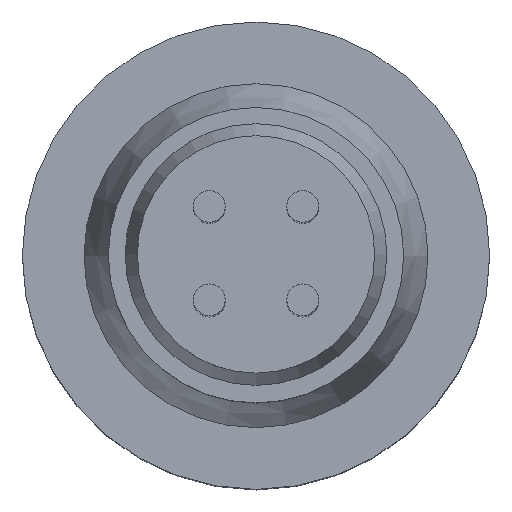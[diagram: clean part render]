
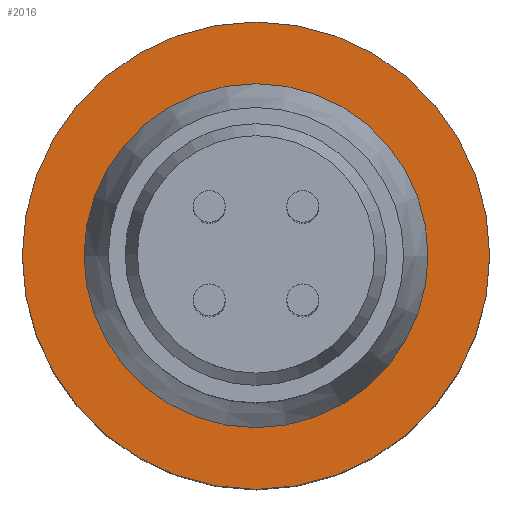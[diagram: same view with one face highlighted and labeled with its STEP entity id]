
A CAD part, top view. The second image highlights one B-rep face of the part: STEP entity #2016.
In plain terms, the highlighted planar face has unit normal (0, 0, 1).
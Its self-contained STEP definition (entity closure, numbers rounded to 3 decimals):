
#65=CIRCLE($,#2107,9.2);
#84=CIRCLE($,#2150,12.5);
#136=FACE_BOUND($,#509,.T.);
#137=FACE_BOUND($,#510,.T.);
#509=EDGE_LOOP($,(#1732));
#510=EDGE_LOOP($,(#1733));
#964=VERTEX_POINT($,#3454);
#983=VERTEX_POINT($,#3516);
#1215=EDGE_CURVE($,#964,#964,#65,.T.);
#1234=EDGE_CURVE($,#983,#983,#84,.T.);
#1732=ORIENTED_EDGE($,*,*,#1215,.T.);
#1733=ORIENTED_EDGE($,*,*,#1234,.F.);
#1794=PLANE($,#2151);
#2016=ADVANCED_FACE($,(#136,#137),#1794,.F.);
#2107=AXIS2_PLACEMENT_3D($,#3455,#2472,#2473);
#2150=AXIS2_PLACEMENT_3D($,#3517,#2558,#2559);
#2151=AXIS2_PLACEMENT_3D($,#3518,#2560,#2561);
#2472=DIRECTION('center_axis',(0.,0.,-1.));
#2473=DIRECTION('ref_axis',(1.,0.,0.));
#2558=DIRECTION('center_axis',(0.,0.,-1.));
#2559=DIRECTION('ref_axis',(-1.,0.,0.));
#2560=DIRECTION('center_axis',(0.,0.,-1.));
#2561=DIRECTION('ref_axis',(-1.,0.,0.));
#3454=CARTESIAN_POINT('',(-9.2,0.,19.));
#3455=CARTESIAN_POINT('Origin',(0.,0.,19.));
#3516=CARTESIAN_POINT('',(12.5,0.,19.));
#3517=CARTESIAN_POINT('Origin',(0.,0.,19.));
#3518=CARTESIAN_POINT('Origin',(0.,0.,19.));
